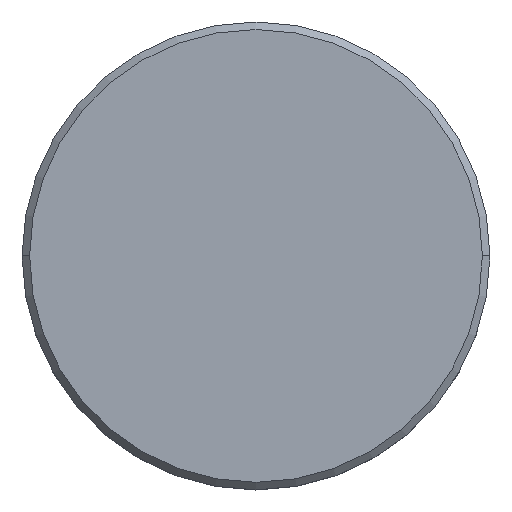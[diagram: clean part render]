
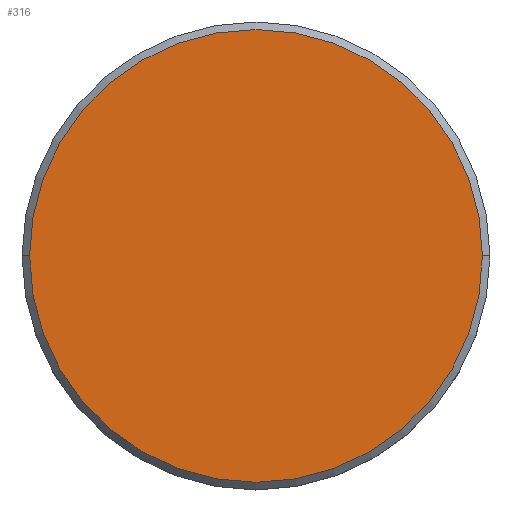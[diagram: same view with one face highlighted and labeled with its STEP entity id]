
A CAD part, top view. The second image highlights one B-rep face of the part: STEP entity #316.
In plain terms, the highlighted planar face has unit normal (0, 0, 1).
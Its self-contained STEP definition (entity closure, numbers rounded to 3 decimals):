
#1 = CARTESIAN_POINT ( 'NONE',  ( 0., 0., 0. ) ) ;
#12 = DIRECTION ( 'NONE',  ( 1., 0., 0. ) ) ;
#78 = DIRECTION ( 'NONE',  ( 0., 0., 1. ) ) ;
#102 = AXIS2_PLACEMENT_3D ( 'NONE', #1, #78, #186 ) ;
#113 = EDGE_LOOP ( 'NONE', ( #498, #778 ) ) ;
#114 = FACE_OUTER_BOUND ( 'NONE', #113, .T. ) ;
#186 = DIRECTION ( 'NONE',  ( 1., 0., 0. ) ) ;
#197 = PLANE ( 'NONE',  #547 ) ;
#209 = EDGE_CURVE ( 'NONE', #783, #671, #960, .T. ) ;
#316 = ADVANCED_FACE ( 'NONE', ( #114 ), #197, .T. ) ;
#367 = CARTESIAN_POINT ( 'NONE',  ( 15., 0., 0. ) ) ;
#483 = DIRECTION ( 'NONE',  ( 0., 0., 1. ) ) ;
#498 = ORIENTED_EDGE ( 'NONE', *, *, #875, .T. ) ;
#513 = AXIS2_PLACEMENT_3D ( 'NONE', #736, #1183, #727 ) ;
#547 = AXIS2_PLACEMENT_3D ( 'NONE', #563, #483, #12 ) ;
#563 = CARTESIAN_POINT ( 'NONE',  ( 0., 0., 0. ) ) ;
#671 = VERTEX_POINT ( 'NONE', #881 ) ;
#727 = DIRECTION ( 'NONE',  ( 1., 0., 0. ) ) ;
#736 = CARTESIAN_POINT ( 'NONE',  ( 0., 0., 0. ) ) ;
#778 = ORIENTED_EDGE ( 'NONE', *, *, #209, .T. ) ;
#783 = VERTEX_POINT ( 'NONE', #367 ) ;
#875 = EDGE_CURVE ( 'NONE', #671, #783, #887, .T. ) ;
#881 = CARTESIAN_POINT ( 'NONE',  ( -15., 0., 0. ) ) ;
#887 = CIRCLE ( 'NONE', #513, 15. ) ;
#960 = CIRCLE ( 'NONE', #102, 15. ) ;
#1183 = DIRECTION ( 'NONE',  ( 0., 0., 1. ) ) ;
